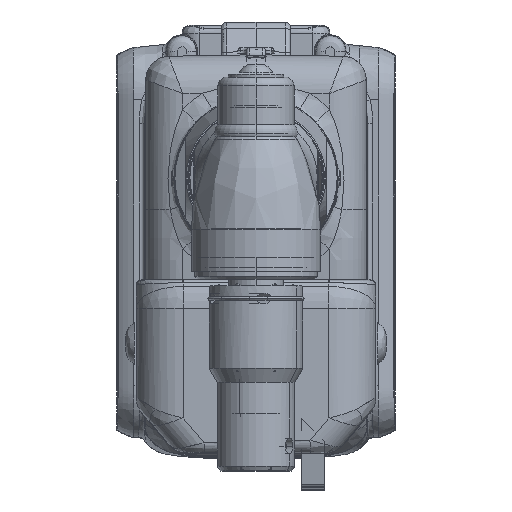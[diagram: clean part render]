
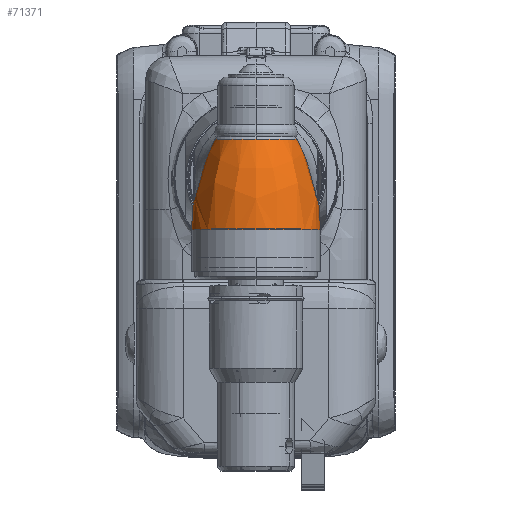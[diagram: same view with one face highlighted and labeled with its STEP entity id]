
A CAD part, top view. The second image highlights one B-rep face of the part: STEP entity #71371.
In plain terms, the highlighted free-form (B-spline) face has degree [3, 3] with [7, 4] control points.
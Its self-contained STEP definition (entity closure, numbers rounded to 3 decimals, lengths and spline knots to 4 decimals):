
#69769=CARTESIAN_POINT('',(-0.4824,-0.562,11.3756));
#69770=CARTESIAN_POINT('',(-0.4824,-0.5487,
11.3756));
#69771=CARTESIAN_POINT('',(-0.4827,-0.5221,
11.3763));
#69772=CARTESIAN_POINT('',(-0.4838,-0.4956,
11.3785));
#69773=CARTESIAN_POINT('',(-0.4845,-0.4825,
11.38));
#69775=CARTESIAN_POINT('',(0.,0.4005,11.8655));
#69776=DIRECTION('',(0.,1.,0.));
#69777=DIRECTION('',(-0.945,0.,-0.327));
#69778=AXIS2_PLACEMENT_3D('',#69775,#69776,#69777);
#69780=CARTESIAN_POINT('',(0.4845,-0.4825,
11.38));
#69781=CARTESIAN_POINT('',(0.4838,-0.4956,
11.3785));
#69782=CARTESIAN_POINT('',(0.4827,-0.5221,
11.3763));
#69783=CARTESIAN_POINT('',(0.4824,-0.5487,
11.3756));
#69784=CARTESIAN_POINT('',(0.4824,-0.562,11.3756));
#69795=CARTESIAN_POINT('',(0.,-0.562,11.8655));
#69796=DIRECTION('',(0.,1.,0.));
#69797=DIRECTION('',(-0.702,0.,-0.713));
#69798=AXIS2_PLACEMENT_3D('',#69795,#69796,#69797);
#69934=CARTESIAN_POINT('',(0.4165,0.4005,
11.7216));
#69935=CARTESIAN_POINT('',(0.4245,0.3899,
11.727));
#69936=CARTESIAN_POINT('',(0.4396,0.3689,
11.7374));
#69937=CARTESIAN_POINT('',(0.4595,0.3385,
11.7512));
#69938=CARTESIAN_POINT('',(0.477,0.3092,
11.7627));
#69939=CARTESIAN_POINT('',(0.4923,0.2811,
11.7713));
#69940=CARTESIAN_POINT('',(0.506,0.2537,
11.7767));
#69941=CARTESIAN_POINT('',(0.5189,0.2251,
11.7785));
#69942=CARTESIAN_POINT('',(0.5316,0.1942,
11.7755));
#69943=CARTESIAN_POINT('',(0.5437,0.1608,
11.7673));
#69944=CARTESIAN_POINT('',(0.5549,0.1249,
11.7537));
#69945=CARTESIAN_POINT('',(0.5649,0.0867,
11.7357));
#69946=CARTESIAN_POINT('',(0.5733,0.0469,
11.7144));
#69947=CARTESIAN_POINT('',(0.5798,0.0054,
11.6905));
#69948=CARTESIAN_POINT('',(0.5845,-0.039,
11.6638));
#69949=CARTESIAN_POINT('',(0.5867,-0.0872,
11.6339));
#69950=CARTESIAN_POINT('',(0.5859,-0.1399,
11.6005));
#69951=CARTESIAN_POINT('',(0.5809,-0.1978,
11.5634));
#69952=CARTESIAN_POINT('',(0.5705,-0.2608,
11.5228));
#69953=CARTESIAN_POINT('',(0.5532,-0.3284,
11.4791));
#69954=CARTESIAN_POINT('',(0.5268,-0.4019,
11.4317));
#69955=CARTESIAN_POINT('',(0.5004,-0.4552,
11.3974));
#69956=CARTESIAN_POINT('',(0.4845,-0.4825,
11.38));
#70048=CARTESIAN_POINT('',(-0.4845,-0.4825,
11.38));
#70049=CARTESIAN_POINT('',(-0.5,-0.456,
11.3969));
#70050=CARTESIAN_POINT('',(-0.5257,-0.4042,
11.4302));
#70051=CARTESIAN_POINT('',(-0.5518,-0.3328,
11.4762));
#70052=CARTESIAN_POINT('',(-0.5691,-0.2671,
11.5187));
#70053=CARTESIAN_POINT('',(-0.5798,-0.206,
11.5581));
#70054=CARTESIAN_POINT('',(-0.5852,-0.1499,
11.5941));
#70055=CARTESIAN_POINT('',(-0.5868,-0.0988,
11.6266));
#70056=CARTESIAN_POINT('',(-0.5853,-0.0523,
11.6556));
#70057=CARTESIAN_POINT('',(-0.5816,-0.0097,
11.6815));
#70058=CARTESIAN_POINT('',(-0.5762,0.0298,
11.7047));
#70059=CARTESIAN_POINT('',(-0.5691,0.0676,
11.7257));
#70060=CARTESIAN_POINT('',(-0.5607,0.1036,
11.7439));
#70061=CARTESIAN_POINT('',(-0.5512,0.1371,
11.7586));
#70062=CARTESIAN_POINT('',(-0.5403,0.1705,
11.7702));
#70063=CARTESIAN_POINT('',(-0.5269,0.2064,
11.7777));
#70064=CARTESIAN_POINT('',(-0.5107,0.2439,
11.7782));
#70065=CARTESIAN_POINT('',(-0.4934,0.2791,
11.772));
#70066=CARTESIAN_POINT('',(-0.4762,0.3106,
11.7622));
#70067=CARTESIAN_POINT('',(-0.4595,0.3384,
11.7512));
#70068=CARTESIAN_POINT('',(-0.4436,0.3628,
11.7402));
#70069=CARTESIAN_POINT('',(-0.429,0.3837,
11.73));
#70070=CARTESIAN_POINT('',(-0.4205,0.3953,
11.7242));
#70071=CARTESIAN_POINT('',(-0.4165,0.4005,
11.7216));
#70660=CARTESIAN_POINT('',(-0.4165,0.4005,
11.7216));
#70661=CARTESIAN_POINT('',(0.4165,0.4005,
11.7216));
#70662=VERTEX_POINT('',#70660);
#70663=VERTEX_POINT('',#70661);
#70666=VERTEX_POINT('',#69784);
#70667=VERTEX_POINT('',#69780);
#70675=VERTEX_POINT('',#69773);
#70676=VERTEX_POINT('',#69769);
#71329=CARTESIAN_POINT('',(-0.4339,-0.5821,
11.3323));
#71330=CARTESIAN_POINT('',(-0.4361,-0.23,
11.3296));
#71331=CARTESIAN_POINT('',(-0.3809,0.1111,
11.3974));
#71332=CARTESIAN_POINT('',(-0.272,0.418,
11.5313));
#71333=CARTESIAN_POINT('',(-1.0356,-0.5821,
11.822));
#71334=CARTESIAN_POINT('',(-1.0409,-0.23,
11.8218));
#71335=CARTESIAN_POINT('',(-0.9091,0.1111,
11.8273));
#71336=CARTESIAN_POINT('',(-0.6492,0.418,
11.8382));
#71337=CARTESIAN_POINT('',(-0.7757,-0.5821,
12.5529));
#71338=CARTESIAN_POINT('',(-0.7797,-0.23,
12.5564));
#71339=CARTESIAN_POINT('',(-0.681,0.1111,
12.469));
#71340=CARTESIAN_POINT('',(-0.4863,0.418,
12.2964));
#71341=CARTESIAN_POINT('',(0.,-0.5821,12.5529));
#71342=CARTESIAN_POINT('',(0.,-0.23,12.5564));
#71343=CARTESIAN_POINT('',(0.,0.1111,12.469));
#71344=CARTESIAN_POINT('',(0.,0.418,12.2964));
#71345=CARTESIAN_POINT('',(0.7757,-0.5821,
12.5529));
#71346=CARTESIAN_POINT('',(0.7797,-0.23,
12.5564));
#71347=CARTESIAN_POINT('',(0.681,0.1111,
12.469));
#71348=CARTESIAN_POINT('',(0.4863,0.418,
12.2964));
#71349=CARTESIAN_POINT('',(1.0356,-0.5821,
11.822));
#71350=CARTESIAN_POINT('',(1.0409,-0.23,
11.8218));
#71351=CARTESIAN_POINT('',(0.9091,0.1111,
11.8273));
#71352=CARTESIAN_POINT('',(0.6492,0.418,
11.8382));
#71353=CARTESIAN_POINT('',(0.4339,-0.5821,
11.3323));
#71354=CARTESIAN_POINT('',(0.4361,-0.23,
11.3296));
#71355=CARTESIAN_POINT('',(0.3809,0.1111,
11.3974));
#71356=CARTESIAN_POINT('',(0.272,0.418,
11.5313));
#71357=(BOUNDED_SURFACE()B_SPLINE_SURFACE(3,3,((#71329,#71330,#71331,#71332),(
#71333,#71334,#71335,#71336),(#71337,#71338,#71339,#71340),(#71341,#71342,
#71343,#71344),(#71345,#71346,#71347,#71348),(#71349,#71350,#71351,#71352),(
#71353,#71354,#71355,#71356)),.UNSPECIFIED.,.F.,.F.,.F.)B_SPLINE_SURFACE_WITH_KNOTS((4,3,4),(4,4),(0.,1.,2.),(0.,1.),.UNSPECIFIED.)GEOMETRIC_REPRESENTATION_ITEM()RATIONAL_B_SPLINE_SURFACE(((1.524,1.49,
1.49,1.524),(0.848,0.829,
0.829,0.848),(0.848,0.829,
0.829,0.848),(1.524,1.49,
1.49,1.524),(0.848,0.829,
0.829,0.848),(0.848,0.829,
0.829,0.848),(1.524,1.49,
1.49,1.524)))REPRESENTATION_ITEM('')SURFACE());
#71359=ORIENTED_EDGE('',*,*,#71358,.T.);
#71361=ORIENTED_EDGE('',*,*,#71360,.T.);
#71362=ORIENTED_EDGE('',*,*,#71322,.T.);
#71364=ORIENTED_EDGE('',*,*,#71363,.T.);
#71366=ORIENTED_EDGE('',*,*,#71365,.T.);
#71368=ORIENTED_EDGE('',*,*,#71367,.F.);
#71369=EDGE_LOOP('',(#71359,#71361,#71362,#71364,#71366,#71368));
#71370=FACE_OUTER_BOUND('',#71369,.F.);
#71371=ADVANCED_FACE('',(#71370),#71357,.T.);
#69774=B_SPLINE_CURVE_WITH_KNOTS('',3,(#69769,#69770,#69771,#69772,#69773),
.UNSPECIFIED.,.F.,.F.,(4,1,4),(0.,0.5,1.),.UNSPECIFIED.);
#69779=CIRCLE('',#69778,0.4407);
#69785=B_SPLINE_CURVE_WITH_KNOTS('',3,(#69780,#69781,#69782,#69783,#69784),
.UNSPECIFIED.,.F.,.F.,(4,1,4),(0.,0.5,1.),.UNSPECIFIED.);
#69799=CIRCLE('',#69798,0.6875);
#69957=B_SPLINE_CURVE_WITH_KNOTS('',3,(#69934,#69935,#69936,#69937,#69938,
#69939,#69940,#69941,#69942,#69943,#69944,#69945,#69946,#69947,#69948,#69949,
#69950,#69951,#69952,#69953,#69954,#69955,#69956),.UNSPECIFIED.,.F.,.F.,(4,1,1,
1,1,1,1,1,1,1,1,1,1,1,1,1,1,1,1,1,4),(0.,0.05,0.1,0.15,0.2,0.25,
0.3,0.35,0.4,0.45,0.5,0.55,0.6,0.65,0.7,0.75,0.8,0.85,
0.9,0.95,1.),.UNSPECIFIED.);
#70072=B_SPLINE_CURVE_WITH_KNOTS('',3,(#70048,#70049,#70050,#70051,#70052,
#70053,#70054,#70055,#70056,#70057,#70058,#70059,#70060,#70061,#70062,#70063,
#70064,#70065,#70066,#70067,#70068,#70069,#70070,#70071),.UNSPECIFIED.,.F.,.F.,(
4,1,1,1,1,1,1,1,1,1,1,1,1,1,1,1,1,1,1,1,1,4),(0.,0.0476,
0.0952,0.1429,0.1905,0.2381,
0.2857,0.3333,0.381,0.4286,
0.4762,0.5238,0.5714,0.619,
0.6667,0.7143,0.7619,0.8095,
0.8571,0.9048,0.9524,1.),.UNSPECIFIED.);
#71322=EDGE_CURVE('',#70662,#70663,#69779,.T.);
#71358=EDGE_CURVE('',#70676,#70675,#69774,.T.);
#71360=EDGE_CURVE('',#70675,#70662,#70072,.T.);
#71363=EDGE_CURVE('',#70663,#70667,#69957,.T.);
#71365=EDGE_CURVE('',#70667,#70666,#69785,.T.);
#71367=EDGE_CURVE('',#70676,#70666,#69799,.T.);
